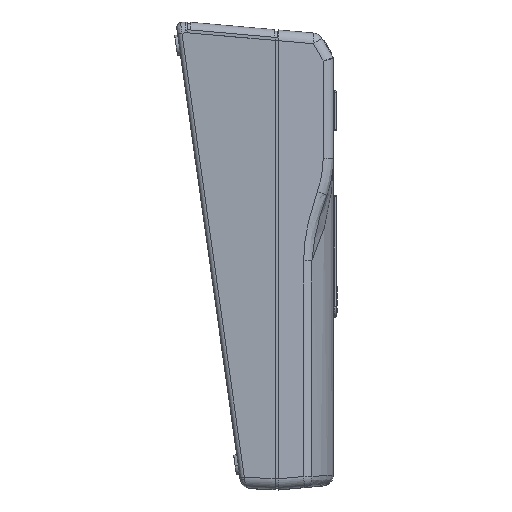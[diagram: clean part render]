
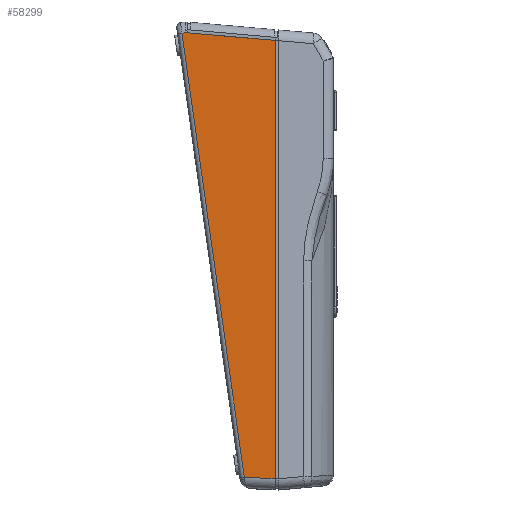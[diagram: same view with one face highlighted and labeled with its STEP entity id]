
A CAD part, top view. The second image highlights one B-rep face of the part: STEP entity #58299.
In plain terms, the highlighted planar face has unit normal (-0.052, 0, 0.999).
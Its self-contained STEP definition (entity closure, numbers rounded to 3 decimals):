
#57803=CARTESIAN_POINT('',(665.626,273.117,49.547));
#57804=VERTEX_POINT('',#57803);
#57851=CARTESIAN_POINT('',(645.259,418.035,48.48));
#57852=VERTEX_POINT('',#57851);
#57876=CARTESIAN_POINT('',(665.626,273.117,49.547));
#57877=DIRECTION('',(-0.139,0.99,-0.007));
#57878=VECTOR('',#57877,146.346);
#57879=LINE('',#57876,#57878);
#57880=EDGE_CURVE('',#57804,#57852,#57879,.T.);
#58241=CARTESIAN_POINT('',(646.4,418.195,48.54));
#58242=VERTEX_POINT('',#58241);
#58243=CARTESIAN_POINT('',(645.259,418.035,48.48));
#58244=DIRECTION('',(0.989,0.139,0.052));
#58245=VECTOR('',#58244,1.153);
#58246=LINE('',#58243,#58245);
#58247=EDGE_CURVE('',#57852,#58242,#58246,.T.);
#58260=CARTESIAN_POINT('',(642.719,269.095,48.347));
#58261=DIRECTION('',(-0.052,0.,0.999));
#58262=DIRECTION('',(-0.999,0.,-0.052));
#58263=AXIS2_PLACEMENT_3D('',#58260,#58261,#58262);
#58264=PLANE('',#58263);
#58265=ORIENTED_EDGE('',*,*,#57880,.F.);
#58266=CARTESIAN_POINT('',(675.674,272.591,50.074));
#58267=VERTEX_POINT('',#58266);
#58268=CARTESIAN_POINT('',(675.674,272.591,50.074));
#58269=DIRECTION('',(-0.997,0.052,-0.052));
#58270=VECTOR('',#58269,10.076);
#58271=LINE('',#58268,#58270);
#58272=EDGE_CURVE('',#58267,#57804,#58271,.T.);
#58273=ORIENTED_EDGE('',*,*,#58272,.F.);
#58274=CARTESIAN_POINT('',(675.674,415.672,50.074));
#58275=VERTEX_POINT('',#58274);
#58276=CARTESIAN_POINT('',(675.674,272.591,50.074));
#58277=DIRECTION('',(0.0,1.0,0.0));
#58278=VECTOR('',#58277,143.081);
#58279=LINE('',#58276,#58278);
#58280=EDGE_CURVE('',#58267,#58275,#58279,.T.);
#58281=ORIENTED_EDGE('',*,*,#58280,.T.);
#58282=CARTESIAN_POINT('',(646.83,418.195,48.562));
#58283=VERTEX_POINT('',#58282);
#58284=CARTESIAN_POINT('',(646.83,418.195,48.562));
#58285=DIRECTION('',(0.995,-0.087,0.052));
#58286=VECTOR('',#58285,28.994);
#58287=LINE('',#58284,#58286);
#58288=EDGE_CURVE('',#58275,#58283,#58287,.F.);
#58289=ORIENTED_EDGE('',*,*,#58288,.T.);
#58290=CARTESIAN_POINT('',(646.4,418.195,48.54));
#58291=DIRECTION('',(0.999,0.0,0.052));
#58292=VECTOR('',#58291,0.431);
#58293=LINE('',#58290,#58292);
#58294=EDGE_CURVE('',#58242,#58283,#58293,.T.);
#58295=ORIENTED_EDGE('',*,*,#58294,.F.);
#58296=ORIENTED_EDGE('',*,*,#58247,.F.);
#58297=EDGE_LOOP('',(#58265,#58273,#58281,#58289,#58295,#58296));
#58298=FACE_OUTER_BOUND('',#58297,.T.);
#58299=ADVANCED_FACE('',(#58298),#58264,.T.);
